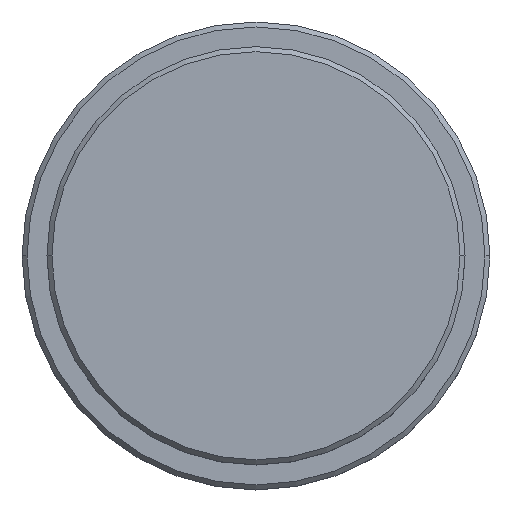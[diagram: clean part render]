
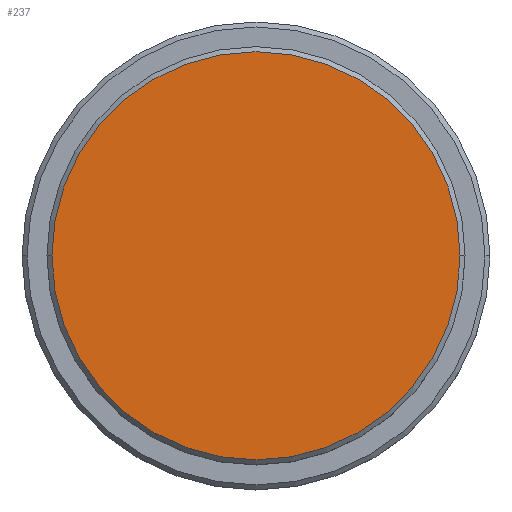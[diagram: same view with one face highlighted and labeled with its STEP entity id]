
A CAD part, top view. The second image highlights one B-rep face of the part: STEP entity #237.
In plain terms, the highlighted planar face has unit normal (0, 0, 1).
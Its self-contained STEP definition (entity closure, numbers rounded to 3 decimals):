
#129 = CARTESIAN_POINT ( 'NONE',  ( 0., 0., 0. ) ) ;
#185 = CIRCLE ( 'NONE', #850, 20.5 ) ;
#234 = CARTESIAN_POINT ( 'NONE',  ( 20.5, 0., 0. ) ) ;
#237 = ADVANCED_FACE ( 'NONE', ( #1157 ), #1061, .T. ) ;
#399 = CARTESIAN_POINT ( 'NONE',  ( 0., 0., 0. ) ) ;
#461 = DIRECTION ( 'NONE',  ( 0., 0., 1. ) ) ;
#469 = AXIS2_PLACEMENT_3D ( 'NONE', #399, #624, #945 ) ;
#478 = CARTESIAN_POINT ( 'NONE',  ( 0., 0., 0. ) ) ;
#490 = DIRECTION ( 'NONE',  ( 0., 0., 1. ) ) ;
#499 = DIRECTION ( 'NONE',  ( 1., 0., 0. ) ) ;
#506 = CARTESIAN_POINT ( 'NONE',  ( -20.5, 0., 0. ) ) ;
#624 = DIRECTION ( 'NONE',  ( 0., 0., 1. ) ) ;
#741 = ORIENTED_EDGE ( 'NONE', *, *, #1325, .T. ) ;
#767 = ORIENTED_EDGE ( 'NONE', *, *, #940, .T. ) ;
#850 = AXIS2_PLACEMENT_3D ( 'NONE', #478, #490, #499 ) ;
#859 = VERTEX_POINT ( 'NONE', #234 ) ;
#870 = AXIS2_PLACEMENT_3D ( 'NONE', #129, #461, #901 ) ;
#901 = DIRECTION ( 'NONE',  ( 1., 0., 0. ) ) ;
#940 = EDGE_CURVE ( 'NONE', #1176, #859, #185, .T. ) ;
#945 = DIRECTION ( 'NONE',  ( 1., 0., 0. ) ) ;
#1061 = PLANE ( 'NONE',  #469 ) ;
#1102 = CIRCLE ( 'NONE', #870, 20.5 ) ;
#1157 = FACE_OUTER_BOUND ( 'NONE', #1238, .T. ) ;
#1176 = VERTEX_POINT ( 'NONE', #506 ) ;
#1238 = EDGE_LOOP ( 'NONE', ( #767, #741 ) ) ;
#1325 = EDGE_CURVE ( 'NONE', #859, #1176, #1102, .T. ) ;
